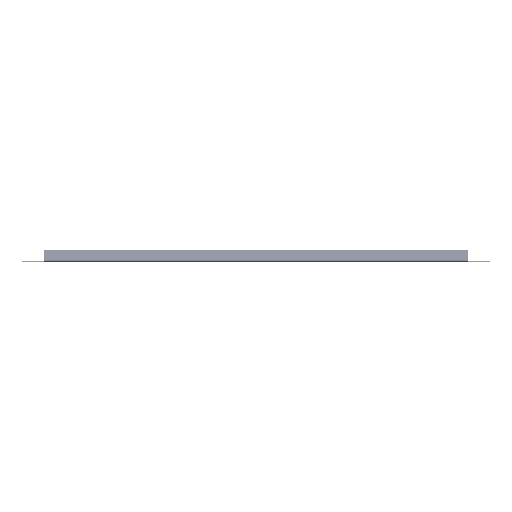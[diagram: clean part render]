
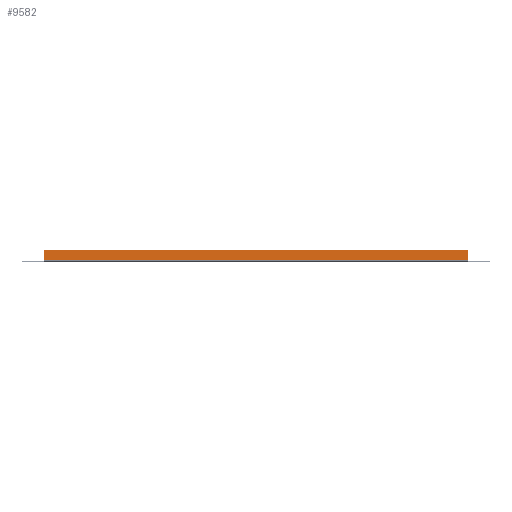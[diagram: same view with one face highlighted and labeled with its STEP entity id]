
A CAD part, top view. The second image highlights one B-rep face of the part: STEP entity #9582.
In plain terms, the highlighted planar face has unit normal (0, 0, 1).
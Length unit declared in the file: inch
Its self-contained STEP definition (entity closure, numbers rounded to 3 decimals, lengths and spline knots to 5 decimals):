
#1533 = ORIENTED_EDGE ( 'NONE', *, *, #41803, .T. ) ;
#1763 = VERTEX_POINT ( 'NONE', #28656 ) ;
#3210 = CARTESIAN_POINT ( 'NONE',  ( -8.625, 0.5, 5.234 ) ) ;
#6081 = ORIENTED_EDGE ( 'NONE', *, *, #28394, .F. ) ;
#8963 = CARTESIAN_POINT ( 'NONE',  ( -8.625, 0.04648, 5.234 ) ) ;
#9582 = ADVANCED_FACE ( 'NONE', ( #17715 ), #50945, .F. ) ;
#12308 = VERTEX_POINT ( 'NONE', #37684 ) ;
#12516 = DIRECTION ( 'NONE',  ( 0., -1., 0. ) ) ;
#14591 = CARTESIAN_POINT ( 'NONE',  ( 8.625, 0.5, 5.234 ) ) ;
#17233 = VECTOR ( 'NONE', #52222, 39.37008 ) ;
#17715 = FACE_OUTER_BOUND ( 'NONE', #49308, .T. ) ;
#18511 = LINE ( 'NONE', #14591, #46754 ) ;
#22693 = DIRECTION ( 'NONE',  ( 1., 0., 0. ) ) ;
#23811 = EDGE_CURVE ( 'NONE', #12308, #1763, #37892, .T. ) ;
#24596 = CARTESIAN_POINT ( 'NONE',  ( -8.625, 0.086, 5.234 ) ) ;
#25244 = VECTOR ( 'NONE', #53804, 39.37008 ) ;
#25542 = DIRECTION ( 'NONE',  ( 0., 1., 0. ) ) ;
#27029 = VERTEX_POINT ( 'NONE', #24596 ) ;
#28394 = EDGE_CURVE ( 'NONE', #48308, #12308, #18511, .T. ) ;
#28656 = CARTESIAN_POINT ( 'NONE',  ( 8.625, 0.086, 5.234 ) ) ;
#29690 = ORIENTED_EDGE ( 'NONE', *, *, #23811, .F. ) ;
#29901 = LINE ( 'NONE', #8963, #17233 ) ;
#30126 = VECTOR ( 'NONE', #12516, 39.37008 ) ;
#30267 = DIRECTION ( 'NONE',  ( 0., 0., -1. ) ) ;
#37684 = CARTESIAN_POINT ( 'NONE',  ( 8.625, 0.5, 5.234 ) ) ;
#37892 = LINE ( 'NONE', #54662, #30126 ) ;
#40125 = LINE ( 'NONE', #45149, #25244 ) ;
#40411 = EDGE_CURVE ( 'NONE', #1763, #27029, #40125, .T. ) ;
#41803 = EDGE_CURVE ( 'NONE', #48308, #27029, #29901, .T. ) ;
#45149 = CARTESIAN_POINT ( 'NONE',  ( 8.625, 0.086, 5.234 ) ) ;
#46749 = CARTESIAN_POINT ( 'NONE',  ( 8.625, 0.04648, 5.234 ) ) ;
#46754 = VECTOR ( 'NONE', #22693, 39.37008 ) ;
#47271 = ORIENTED_EDGE ( 'NONE', *, *, #40411, .F. ) ;
#48308 = VERTEX_POINT ( 'NONE', #3210 ) ;
#49308 = EDGE_LOOP ( 'NONE', ( #29690, #6081, #1533, #47271 ) ) ;
#50945 = PLANE ( 'NONE',  #52243 ) ;
#52222 = DIRECTION ( 'NONE',  ( 0., -1., 0. ) ) ;
#52243 = AXIS2_PLACEMENT_3D ( 'NONE', #46749, #30267, #25542 ) ;
#53804 = DIRECTION ( 'NONE',  ( -1., 0., 0. ) ) ;
#54662 = CARTESIAN_POINT ( 'NONE',  ( 8.625, 0.04648, 5.234 ) ) ;
